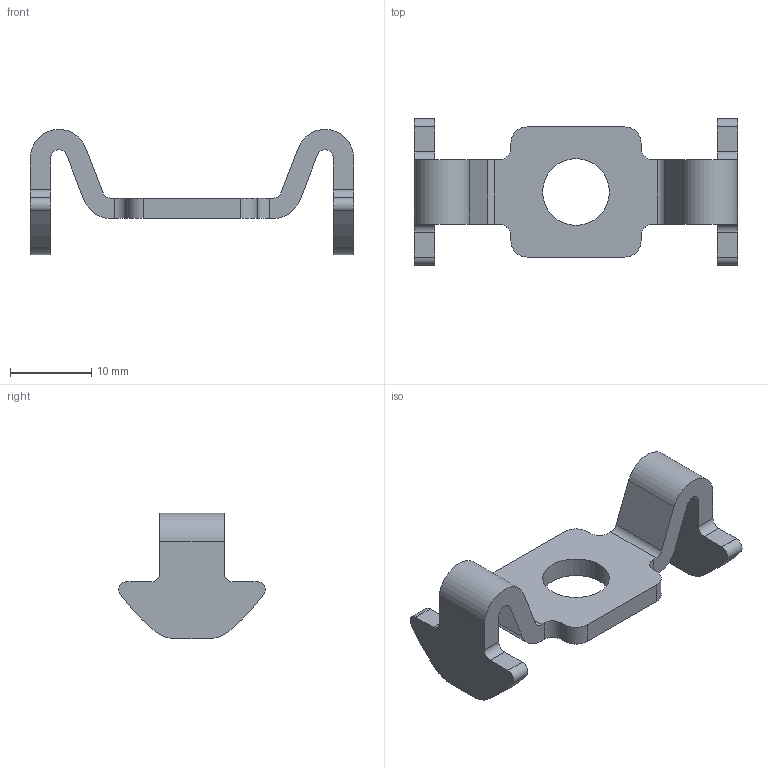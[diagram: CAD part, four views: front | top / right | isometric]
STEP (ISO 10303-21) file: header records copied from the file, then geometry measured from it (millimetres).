
FILE_DESCRIPTION(/* description */ ('SV1900V'),/* implementation_level */ '2;1');
FILE_NAME(/* name */ 'SV1900V_A.stp',/* time_stamp */ '2015-11-30T11:38:34+01:00',/* author */ ('Marina Kaa'),/* organization */ (''),/* preprocessor_version */ 'ST-DEVELOPER v15.6',/* originating_system */ 'Autodesk Inventor 2015',/* authorisation */ '');
FILE_SCHEMA (('AUTOMOTIVE_DESIGN { 1 0 10303 214 3 1 1 }'));
Length unit declared in the file: millimetre
Products named in the file (1): SV1900V_A
Bounding box: 39.7 x 18 x 15.4 mm (x, y, z)
Volume: 1851 mm3; surface area: 2036.8 mm2
Topology: 1 solids, 1 shells, 59 faces, 171 edges, 114 vertices
Faces by surface type: cylinder 33, plane 26
Full cylindrical faces by diameter (mm): 8.2 x1
Entity records: 1994 total; most frequent: DIRECTION 356, CARTESIAN_POINT 344, ORIENTED_EDGE 340, EDGE_CURVE 170, AXIS2_PLACEMENT_3D 126, VERTEX_POINT 114, LINE 104, VECTOR 104
